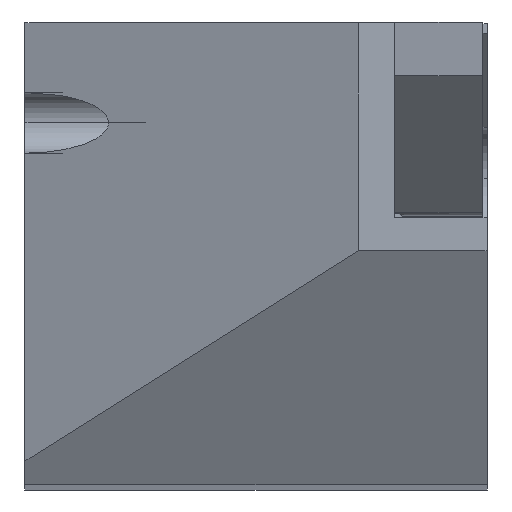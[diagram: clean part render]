
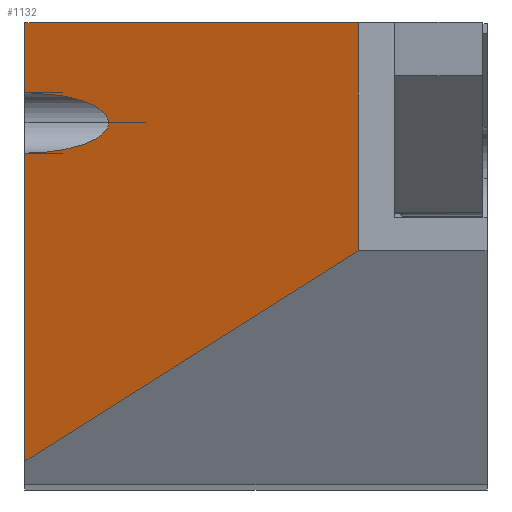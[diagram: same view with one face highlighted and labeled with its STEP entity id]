
A CAD part, top view. The second image highlights one B-rep face of the part: STEP entity #1132.
In plain terms, the highlighted planar face has unit normal (-0.342, 0, 0.94).
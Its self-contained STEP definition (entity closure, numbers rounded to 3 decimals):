
#24 = LINE ( 'NONE', #1866, #891 ) ;
#27 = ORIENTED_EDGE ( 'NONE', *, *, #225, .F. ) ;
#36 = VERTEX_POINT ( 'NONE', #1254 ) ;
#42 = VECTOR ( 'NONE', #1841, 1000. ) ;
#50 = CARTESIAN_POINT ( 'NONE',  ( 0., 13.68, -5.005 ) ) ;
#145 = DIRECTION ( 'NONE',  ( 0.94, 0., 0.342 ) ) ;
#180 = VERTEX_POINT ( 'NONE', #1858 ) ;
#225 = EDGE_CURVE ( 'NONE', #180, #1863, #24, .T. ) ;
#334 = CARTESIAN_POINT ( 'NONE',  ( 2.018, 16.183, -4.27 ) ) ;
#355 = VERTEX_POINT ( 'NONE', #2251 ) ;
#359 = CARTESIAN_POINT ( 'NONE',  ( 13.75, 9.65, 0. ) ) ;
#366 = ORIENTED_EDGE ( 'NONE', *, *, #1389, .F. ) ;
#381 = DIRECTION ( 'NONE',  ( 0., 1., 0. ) ) ;
#420 =( BOUNDED_CURVE ( )  B_SPLINE_CURVE ( 3, ( #1394, #334, #1567, #515 ),
 .UNSPECIFIED., .F., .T. ) 
 B_SPLINE_CURVE_WITH_KNOTS ( ( 4, 4 ),
 ( 4.709, 6.283 ),
 .UNSPECIFIED. ) 
 CURVE ( )  GEOMETRIC_REPRESENTATION_ITEM ( )  RATIONAL_B_SPLINE_CURVE ( ( 1., 0.804, 0.804, 1. ) ) 
 REPRESENTATION_ITEM ( '' )  );
#458 = DIRECTION ( 'NONE',  ( 0., -1., 0. ) ) ;
#468 = VERTEX_POINT ( 'NONE', #1205 ) ;
#515 = CARTESIAN_POINT ( 'NONE',  ( 3.447, 14.93, -3.75 ) ) ;
#521 = AXIS2_PLACEMENT_3D ( 'NONE', #1009, #1188, #145 ) ;
#526 = VERTEX_POINT ( 'NONE', #699 ) ;
#667 = VECTOR ( 'NONE', #381, 1000. ) ;
#671 = LINE ( 'NONE', #1128, #2133 ) ;
#692 = EDGE_CURVE ( 'NONE', #526, #36, #823, .T. ) ;
#699 = CARTESIAN_POINT ( 'NONE',  ( 3.447, 14.93, -3.75 ) ) ;
#742 = ORIENTED_EDGE ( 'NONE', *, *, #922, .F. ) ;
#778 = DIRECTION ( 'NONE',  ( 0.94, 0., 0.342 ) ) ;
#823 =( BOUNDED_CURVE ( )  B_SPLINE_CURVE ( 3, ( #1623, #1800, #1080, #50 ),
 .UNSPECIFIED., .F., .T. ) 
 B_SPLINE_CURVE_WITH_KNOTS ( ( 4, 4 ),
 ( 0., 1.574 ),
 .UNSPECIFIED. ) 
 CURVE ( )  GEOMETRIC_REPRESENTATION_ITEM ( )  RATIONAL_B_SPLINE_CURVE ( ( 1., 0.804, 0.804, 1. ) ) 
 REPRESENTATION_ITEM ( '' )  );
#865 = EDGE_CURVE ( 'NONE', #1369, #468, #1662, .T. ) ;
#891 = VECTOR ( 'NONE', #458, 1000. ) ;
#922 = EDGE_CURVE ( 'NONE', #468, #180, #671, .T. ) ;
#967 = ORIENTED_EDGE ( 'NONE', *, *, #692, .T. ) ;
#1009 = CARTESIAN_POINT ( 'NONE',  ( 13.75, 178.888, 0. ) ) ;
#1080 = CARTESIAN_POINT ( 'NONE',  ( 2.018, 13.677, -4.27 ) ) ;
#1117 = CARTESIAN_POINT ( 'NONE',  ( 0., 0., -5.005 ) ) ;
#1118 = LINE ( 'NONE', #1429, #667 ) ;
#1128 = CARTESIAN_POINT ( 'NONE',  ( -38.566, 19.05, -19.041 ) ) ;
#1132 = ADVANCED_FACE ( 'NONE', ( #2214 ), #2077, .T. ) ;
#1186 = VECTOR ( 'NONE', #1303, 1000. ) ;
#1188 = DIRECTION ( 'NONE',  ( -0.342, 0., 0.94 ) ) ;
#1205 = CARTESIAN_POINT ( 'NONE',  ( 0., 19.05, -5.005 ) ) ;
#1254 = CARTESIAN_POINT ( 'NONE',  ( 0., 13.68, -5.005 ) ) ;
#1303 = DIRECTION ( 'NONE',  ( 0., 1., 0. ) ) ;
#1369 = VERTEX_POINT ( 'NONE', #1965 ) ;
#1387 = LINE ( 'NONE', #1673, #42 ) ;
#1389 = EDGE_CURVE ( 'NONE', #355, #36, #1118, .T. ) ;
#1394 = CARTESIAN_POINT ( 'NONE',  ( 0., 16.18, -5.005 ) ) ;
#1429 = CARTESIAN_POINT ( 'NONE',  ( 0., 0., -5.005 ) ) ;
#1513 = EDGE_CURVE ( 'NONE', #355, #1863, #1387, .T. ) ;
#1567 = CARTESIAN_POINT ( 'NONE',  ( 3.447, 15.664, -3.75 ) ) ;
#1623 = CARTESIAN_POINT ( 'NONE',  ( 3.447, 14.93, -3.75 ) ) ;
#1662 = LINE ( 'NONE', #1117, #1186 ) ;
#1673 = CARTESIAN_POINT ( 'NONE',  ( 124.795, 79.655, 40.417 ) ) ;
#1800 = CARTESIAN_POINT ( 'NONE',  ( 3.447, 14.196, -3.75 ) ) ;
#1805 = EDGE_CURVE ( 'NONE', #1369, #526, #420, .T. ) ;
#1841 = DIRECTION ( 'NONE',  ( 0.808, 0.51, 0.294 ) ) ;
#1858 = CARTESIAN_POINT ( 'NONE',  ( 13.75, 19.05, 0. ) ) ;
#1863 = VERTEX_POINT ( 'NONE', #359 ) ;
#1866 = CARTESIAN_POINT ( 'NONE',  ( 13.75, 178.888, 0. ) ) ;
#1924 = EDGE_LOOP ( 'NONE', ( #742, #2263, #2094, #967, #366, #1983, #27 ) ) ;
#1965 = CARTESIAN_POINT ( 'NONE',  ( 0., 16.18, -5.005 ) ) ;
#1983 = ORIENTED_EDGE ( 'NONE', *, *, #1513, .T. ) ;
#2077 = PLANE ( 'NONE',  #521 ) ;
#2094 = ORIENTED_EDGE ( 'NONE', *, *, #1805, .T. ) ;
#2133 = VECTOR ( 'NONE', #778, 1000. ) ;
#2214 = FACE_OUTER_BOUND ( 'NONE', #1924, .T. ) ;
#2251 = CARTESIAN_POINT ( 'NONE',  ( 0., 0.982, -5.005 ) ) ;
#2263 = ORIENTED_EDGE ( 'NONE', *, *, #865, .F. ) ;
